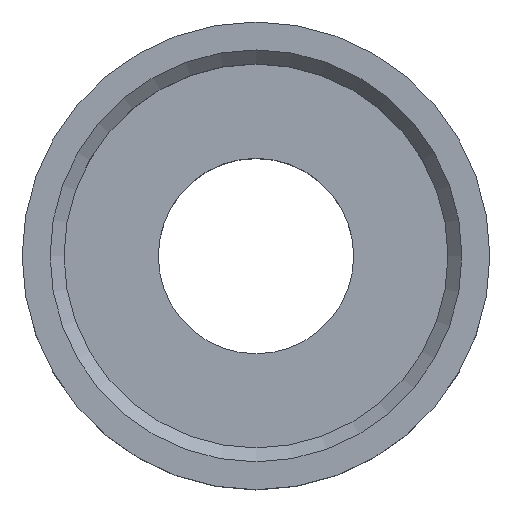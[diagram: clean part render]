
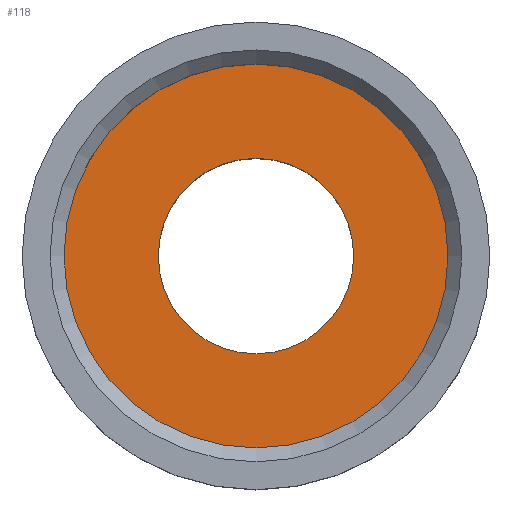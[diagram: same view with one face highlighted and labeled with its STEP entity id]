
A CAD part, top view. The second image highlights one B-rep face of the part: STEP entity #118.
In plain terms, the highlighted planar face has unit normal (0, 0, 1).
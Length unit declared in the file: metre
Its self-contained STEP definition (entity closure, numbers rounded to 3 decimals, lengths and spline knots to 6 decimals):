
#17=PLANE('',#149);
#30=ORIENTED_EDGE('',*,*,#44,.F.);
#31=ORIENTED_EDGE('',*,*,#46,.T.);
#44=EDGE_CURVE('',#54,#54,#64,.T.);
#46=EDGE_CURVE('',#56,#56,#66,.T.);
#54=VERTEX_POINT('',#216);
#56=VERTEX_POINT('',#222);
#64=CIRCLE('',#146,0.0014);
#66=CIRCLE('',#150,0.00275);
#80=EDGE_LOOP('',(#30));
#81=EDGE_LOOP('',(#31));
#100=FACE_BOUND('',#80,.T.);
#101=FACE_BOUND('',#81,.T.);
#118=ADVANCED_FACE('',(#100,#101),#17,.T.);
#146=AXIS2_PLACEMENT_3D('',#215,#179,#180);
#149=AXIS2_PLACEMENT_3D('',#220,#185,#186);
#150=AXIS2_PLACEMENT_3D('',#221,#187,#188);
#179=DIRECTION('',(0.,0.,1.));
#180=DIRECTION('',(1.,0.,0.));
#185=DIRECTION('',(0.,0.,1.));
#186=DIRECTION('',(1.,0.,0.));
#187=DIRECTION('',(0.,0.,1.));
#188=DIRECTION('',(1.,0.,0.));
#215=CARTESIAN_POINT('',(0.,0.,0.0004));
#216=CARTESIAN_POINT('',(0.0014,0.,0.0004));
#220=CARTESIAN_POINT('',(0.,0.,0.0004));
#221=CARTESIAN_POINT('',(0.,0.,0.0004));
#222=CARTESIAN_POINT('',(0.00275,0.,0.0004));
